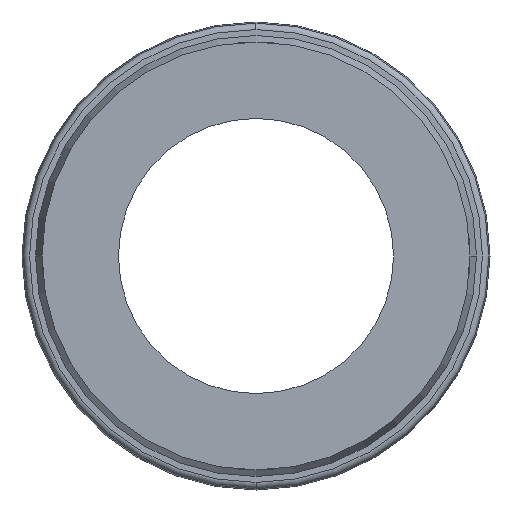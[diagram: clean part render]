
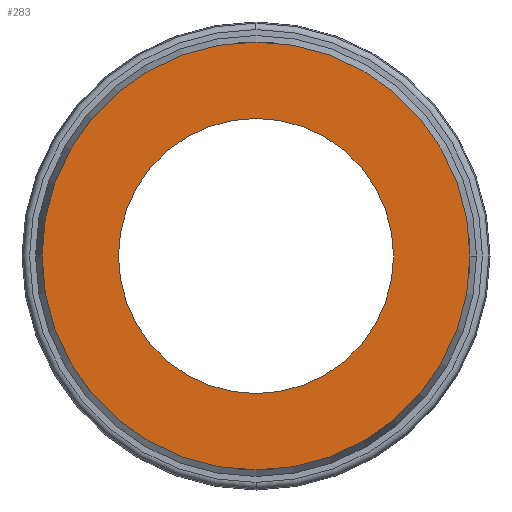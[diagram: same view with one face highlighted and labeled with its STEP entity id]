
A CAD part, front view. The second image highlights one B-rep face of the part: STEP entity #283.
In plain terms, the highlighted planar face has unit normal (0, -1, 0).
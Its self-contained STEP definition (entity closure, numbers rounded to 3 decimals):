
#283=ADVANCED_FACE('',(#819,#820),#821,.T.);
#819=FACE_BOUND('',#1412,.T.);
#820=FACE_OUTER_BOUND('',#1413,.T.);
#821=PLANE('',#1414);
#1412=EDGE_LOOP('',(#3610,#3611));
#1413=EDGE_LOOP('',(#3612,#3613));
#1414=AXIS2_PLACEMENT_3D('',#3614,#3615,#3616);
#3610=ORIENTED_EDGE('',*,*,#4149,.T.);
#3611=ORIENTED_EDGE('',*,*,#4148,.T.);
#3612=ORIENTED_EDGE('',*,*,#4057,.F.);
#3613=ORIENTED_EDGE('',*,*,#4758,.F.);
#3614=CARTESIAN_POINT('',(4.938,0.0,0.0));
#3615=DIRECTION('',(-0.0,-1.0,-0.0));
#3616=DIRECTION('',(-1.0,0.0,0.0));
#4057=EDGE_CURVE('',#4905,#4907,#4908,.T.);
#4148=EDGE_CURVE('',#5066,#5070,#5072,.T.);
#4149=EDGE_CURVE('',#5070,#5066,#5073,.T.);
#4758=EDGE_CURVE('',#4907,#4905,#6077,.T.);
#4905=VERTEX_POINT('',#6239);
#4907=VERTEX_POINT('',#6242);
#4908=CIRCLE('',#6243,9.875);
#5066=VERTEX_POINT('',#6492);
#5070=VERTEX_POINT('',#6497);
#5072=CIRCLE('',#6500,6.35);
#5073=CIRCLE('',#6501,6.35);
#6077=CIRCLE('',#8201,9.875);
#6239=CARTESIAN_POINT('',(9.875,0.0,0.0));
#6242=CARTESIAN_POINT('',(-9.875,0.0,0.));
#6243=AXIS2_PLACEMENT_3D('',#8383,#8384,#8385);
#6492=CARTESIAN_POINT('',(6.35,0.0,0.));
#6497=CARTESIAN_POINT('',(-6.35,0.0,0.));
#6500=AXIS2_PLACEMENT_3D('',#8578,#8579,#8580);
#6501=AXIS2_PLACEMENT_3D('',#8581,#8582,#8583);
#8201=AXIS2_PLACEMENT_3D('',#9540,#9541,#9542);
#8383=CARTESIAN_POINT('',(0.0,0.0,0.0));
#8384=DIRECTION('',(-0.0,1.0,0.0));
#8385=DIRECTION('',(1.0,0.0,0.0));
#8578=CARTESIAN_POINT('',(0.0,0.0,0.0));
#8579=DIRECTION('',(-0.0,1.0,0.0));
#8580=DIRECTION('',(1.0,0.0,0.0));
#8581=CARTESIAN_POINT('',(0.0,0.0,0.0));
#8582=DIRECTION('',(-0.0,1.0,0.0));
#8583=DIRECTION('',(1.0,0.0,0.0));
#9540=CARTESIAN_POINT('',(0.0,0.0,0.0));
#9541=DIRECTION('',(-0.0,1.0,0.0));
#9542=DIRECTION('',(1.0,0.0,0.0));
